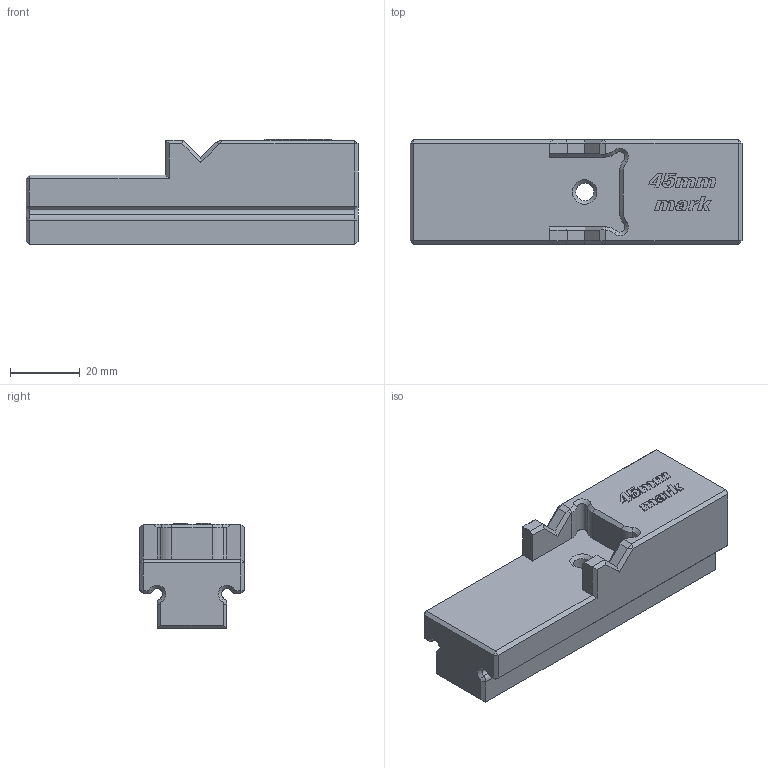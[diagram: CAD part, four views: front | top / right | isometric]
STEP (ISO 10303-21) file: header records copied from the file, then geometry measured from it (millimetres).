
FILE_DESCRIPTION(/* description */ ('STEP AP214'),/* implementation_level */ '2;1');
FILE_NAME(/* name */ '45mm mark jig.step',/* time_stamp */ '2025-11-12T10:56:52+01:00',/* author */ (''),/* organization */ (''),/* preprocessor_version */ 'ST-DEVELOPER v20.1',/* originating_system */ 'Autodesk Translation Framework v14.21.0.0',/* authorisation */ '');
FILE_SCHEMA (('AUTOMOTIVE_DESIGN { 1 0 10303 214 3 1 1 }'));
Length unit declared in the file: millimetre
Products named in the file (1): GT2 20T5B_dz2020
Bounding box: 95 x 30 x 30.3 mm (x, y, z)
Volume: 57746.2 mm3; surface area: 13105.1 mm2
Topology: 1 solids, 1 shells, 397 faces, 1080 edges, 696 vertices
Faces by surface type: bspline 209, plane 155, cone 20, cylinder 13
Full cylindrical faces by diameter (mm): 5.1 x1
Entity records: 14340 total; most frequent: CARTESIAN_POINT 5727, ORIENTED_EDGE 2160, DIRECTION 1088, EDGE_CURVE 1080, VERTEX_POINT 696, LINE 614, VECTOR 614, B_SPLINE_CURVE_WITH_KNOTS 418
